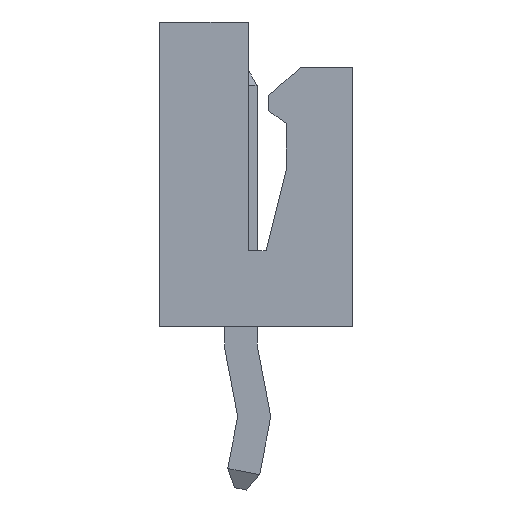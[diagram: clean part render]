
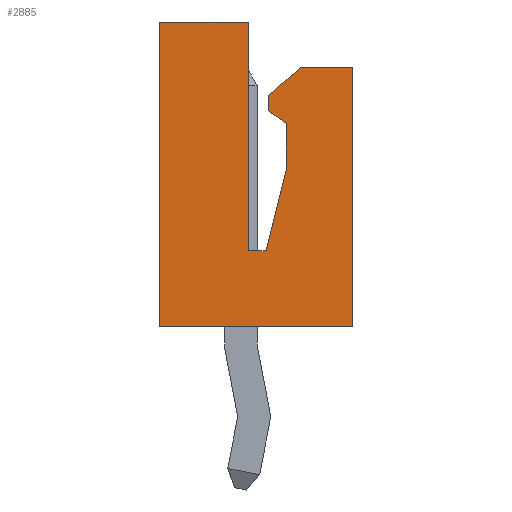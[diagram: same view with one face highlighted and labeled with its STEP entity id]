
A CAD part, left-side view. The second image highlights one B-rep face of the part: STEP entity #2885.
In plain terms, the highlighted planar face has unit normal (-1, 0, 0).
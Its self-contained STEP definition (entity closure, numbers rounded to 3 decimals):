
#288=ORIENTED_EDGE('',*,*,#794,.F.);
#289=ORIENTED_EDGE('',*,*,#795,.T.);
#290=ORIENTED_EDGE('',*,*,#796,.F.);
#291=ORIENTED_EDGE('',*,*,#797,.F.);
#292=ORIENTED_EDGE('',*,*,#798,.T.);
#293=ORIENTED_EDGE('',*,*,#734,.F.);
#294=ORIENTED_EDGE('',*,*,#738,.F.);
#295=ORIENTED_EDGE('',*,*,#741,.F.);
#296=ORIENTED_EDGE('',*,*,#744,.F.);
#297=ORIENTED_EDGE('',*,*,#799,.F.);
#298=ORIENTED_EDGE('',*,*,#800,.F.);
#299=ORIENTED_EDGE('',*,*,#801,.F.);
#734=EDGE_CURVE('',#1002,#1003,#1214,.T.);
#738=EDGE_CURVE('',#1005,#1002,#1218,.T.);
#741=EDGE_CURVE('',#1007,#1005,#1221,.T.);
#744=EDGE_CURVE('',#1009,#1007,#1224,.T.);
#794=EDGE_CURVE('',#1046,#1047,#1274,.T.);
#795=EDGE_CURVE('',#1046,#1048,#1275,.T.);
#796=EDGE_CURVE('',#1049,#1048,#1276,.T.);
#797=EDGE_CURVE('',#1050,#1049,#1277,.T.);
#798=EDGE_CURVE('',#1050,#1003,#1278,.T.);
#799=EDGE_CURVE('',#1051,#1009,#1279,.T.);
#800=EDGE_CURVE('',#1052,#1051,#1280,.T.);
#801=EDGE_CURVE('',#1047,#1052,#1281,.T.);
#1002=VERTEX_POINT('',#3821);
#1003=VERTEX_POINT('',#3823);
#1005=VERTEX_POINT('',#3829);
#1007=VERTEX_POINT('',#3835);
#1009=VERTEX_POINT('',#3841);
#1046=VERTEX_POINT('',#3946);
#1047=VERTEX_POINT('',#3947);
#1048=VERTEX_POINT('',#3949);
#1049=VERTEX_POINT('',#3951);
#1050=VERTEX_POINT('',#3953);
#1051=VERTEX_POINT('',#3956);
#1052=VERTEX_POINT('',#3958);
#1214=LINE('',#3822,#1494);
#1218=LINE('',#3830,#1498);
#1221=LINE('',#3836,#1501);
#1224=LINE('',#3842,#1504);
#1274=LINE('',#3945,#1554);
#1275=LINE('',#3948,#1555);
#1276=LINE('',#3950,#1556);
#1277=LINE('',#3952,#1557);
#1278=LINE('',#3954,#1558);
#1279=LINE('',#3955,#1559);
#1280=LINE('',#3957,#1560);
#1281=LINE('',#3959,#1561);
#1494=VECTOR('',#3256,1000.);
#1498=VECTOR('',#3262,1000.);
#1501=VECTOR('',#3267,1000.);
#1504=VECTOR('',#3272,1000.);
#1554=VECTOR('',#3356,1000.);
#1555=VECTOR('',#3357,1000.);
#1556=VECTOR('',#3358,1000.);
#1557=VECTOR('',#3359,1000.);
#1558=VECTOR('',#3360,1000.);
#1559=VECTOR('',#3361,1000.);
#1560=VECTOR('',#3362,1000.);
#1561=VECTOR('',#3363,1000.);
#1744=EDGE_LOOP('',(#288,#289,#290,#291,#292,#293,#294,#295,#296,#297,#298,
#299));
#1862=FACE_BOUND('',#1744,.T.);
#1975=PLANE('',#3016);
#2885=ADVANCED_FACE('',(#1862),#1975,.T.);
#3016=AXIS2_PLACEMENT_3D('',#3944,#3354,#3355);
#3256=DIRECTION('',(0.,-1.,0.));
#3262=DIRECTION('',(0.,-0.748,0.664));
#3267=DIRECTION('',(0.,0.,1.));
#3272=DIRECTION('',(0.,0.814,0.581));
#3354=DIRECTION('',(-1.,0.,0.));
#3355=DIRECTION('',(0.,0.,1.));
#3356=DIRECTION('',(0.,0.,-1.));
#3357=DIRECTION('',(0.,1.,0.));
#3358=DIRECTION('',(0.,0.,1.));
#3359=DIRECTION('',(0.,1.,0.));
#3360=DIRECTION('',(0.,0.,1.));
#3361=DIRECTION('',(0.,0.,1.));
#3362=DIRECTION('',(0.,-0.243,0.97));
#3363=DIRECTION('',(0.,-1.,0.));
#3821=CARTESIAN_POINT('',(-3.75,-0.87,2.1));
#3822=CARTESIAN_POINT('',(-3.75,-0.87,2.1));
#3823=CARTESIAN_POINT('',(-3.75,-1.9,2.1));
#3829=CARTESIAN_POINT('',(-3.75,-0.25,1.55));
#3830=CARTESIAN_POINT('',(-3.75,-0.25,1.55));
#3835=CARTESIAN_POINT('',(-3.75,-0.25,1.25));
#3836=CARTESIAN_POINT('',(-3.75,-0.25,1.55));
#3841=CARTESIAN_POINT('',(-3.75,-0.6,1.));
#3842=CARTESIAN_POINT('',(-3.75,-0.25,1.25));
#3944=CARTESIAN_POINT('',(-3.75,-1.9,-3.));
#3945=CARTESIAN_POINT('',(-3.75,0.15,-1.5));
#3946=CARTESIAN_POINT('',(-3.75,0.15,3.));
#3947=CARTESIAN_POINT('',(-3.75,0.15,-1.5));
#3948=CARTESIAN_POINT('',(-3.75,-1.9,3.));
#3949=CARTESIAN_POINT('',(-3.75,1.9,3.));
#3950=CARTESIAN_POINT('',(-3.75,1.9,-3.));
#3951=CARTESIAN_POINT('',(-3.75,1.9,-3.));
#3952=CARTESIAN_POINT('',(-3.75,-1.9,-3.));
#3953=CARTESIAN_POINT('',(-3.75,-1.9,-3.));
#3954=CARTESIAN_POINT('',(-3.75,-1.9,-3.));
#3955=CARTESIAN_POINT('',(-3.75,-0.6,1.));
#3956=CARTESIAN_POINT('',(-3.75,-0.6,0.1));
#3957=CARTESIAN_POINT('',(-3.75,-0.2,-1.5));
#3958=CARTESIAN_POINT('',(-3.75,-0.2,-1.5));
#3959=CARTESIAN_POINT('',(-3.75,0.15,-1.5));
